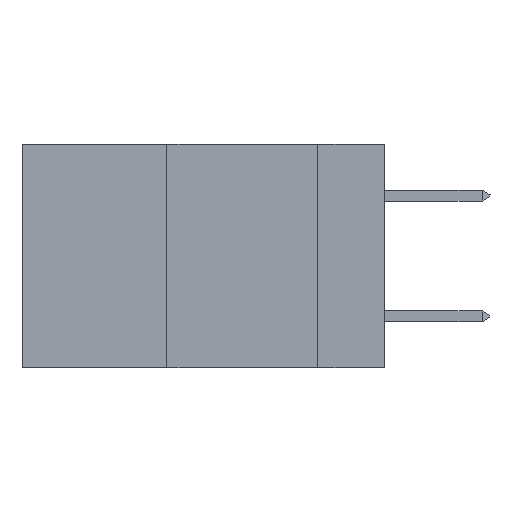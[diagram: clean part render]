
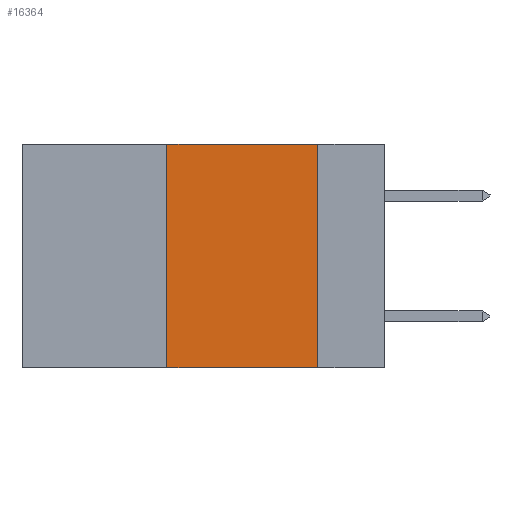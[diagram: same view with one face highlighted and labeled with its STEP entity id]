
A CAD part, left-side view. The second image highlights one B-rep face of the part: STEP entity #16364.
In plain terms, the highlighted planar face has unit normal (-1, 0, 0).
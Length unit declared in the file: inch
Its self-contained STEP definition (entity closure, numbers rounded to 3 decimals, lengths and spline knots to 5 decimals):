
#240 = VERTEX_POINT ( 'NONE', #13154 ) ;
#839 = VERTEX_POINT ( 'NONE', #25289 ) ;
#1368 = VERTEX_POINT ( 'NONE', #19373 ) ;
#2983 = VECTOR ( 'NONE', #7370, 39.37008 ) ;
#4953 = AXIS2_PLACEMENT_3D ( 'NONE', #26228, #5676, #14820 ) ;
#5257 = CARTESIAN_POINT ( 'NONE',  ( 0., 0.11, 0. ) ) ;
#5676 = DIRECTION ( 'NONE',  ( 1., 0., 0. ) ) ;
#7370 = DIRECTION ( 'NONE',  ( 0., -1., 0. ) ) ;
#8027 = ORIENTED_EDGE ( 'NONE', *, *, #24323, .F. ) ;
#8508 = LINE ( 'NONE', #5257, #14549 ) ;
#8797 = FACE_OUTER_BOUND ( 'NONE', #8826, .T. ) ;
#8826 = EDGE_LOOP ( 'NONE', ( #12980, #19340, #8027, #14624 ) ) ;
#11028 = EDGE_CURVE ( 'NONE', #839, #240, #8508, .T. ) ;
#12951 = VECTOR ( 'NONE', #17234, 39.37008 ) ;
#12980 = ORIENTED_EDGE ( 'NONE', *, *, #11028, .F. ) ;
#13154 = CARTESIAN_POINT ( 'NONE',  ( 0., 0.11, -0.37 ) ) ;
#14549 = VECTOR ( 'NONE', #16718, 39.37008 ) ;
#14624 = ORIENTED_EDGE ( 'NONE', *, *, #23885, .T. ) ;
#14793 = VECTOR ( 'NONE', #26212, 39.37008 ) ;
#14820 = DIRECTION ( 'NONE',  ( 0., 0., -1. ) ) ;
#15929 = VERTEX_POINT ( 'NONE', #24578 ) ;
#16245 = LINE ( 'NONE', #21673, #14793 ) ;
#16364 = ADVANCED_FACE ( 'NONE', ( #8797 ), #25936, .F. ) ;
#16718 = DIRECTION ( 'NONE',  ( 0., 0., -1. ) ) ;
#17234 = DIRECTION ( 'NONE',  ( 0., 0., 1. ) ) ;
#18456 = EDGE_CURVE ( 'NONE', #1368, #839, #19351, .T. ) ;
#19340 = ORIENTED_EDGE ( 'NONE', *, *, #18456, .F. ) ;
#19351 = LINE ( 'NONE', #21288, #2983 ) ;
#19373 = CARTESIAN_POINT ( 'NONE',  ( 0., 0.36, 0. ) ) ;
#19623 = CARTESIAN_POINT ( 'NONE',  ( 0., 0.36, 0. ) ) ;
#21288 = CARTESIAN_POINT ( 'NONE',  ( 0., 0.6, 0. ) ) ;
#21673 = CARTESIAN_POINT ( 'NONE',  ( 0., 0.6, -0.37 ) ) ;
#23885 = EDGE_CURVE ( 'NONE', #15929, #240, #16245, .T. ) ;
#24323 = EDGE_CURVE ( 'NONE', #15929, #1368, #26125, .T. ) ;
#24578 = CARTESIAN_POINT ( 'NONE',  ( 0., 0.36, -0.37 ) ) ;
#25289 = CARTESIAN_POINT ( 'NONE',  ( 0., 0.11, 0. ) ) ;
#25936 = PLANE ( 'NONE',  #4953 ) ;
#26125 = LINE ( 'NONE', #19623, #12951 ) ;
#26212 = DIRECTION ( 'NONE',  ( 0., -1., 0. ) ) ;
#26228 = CARTESIAN_POINT ( 'NONE',  ( 0., 0.6, 0. ) ) ;
